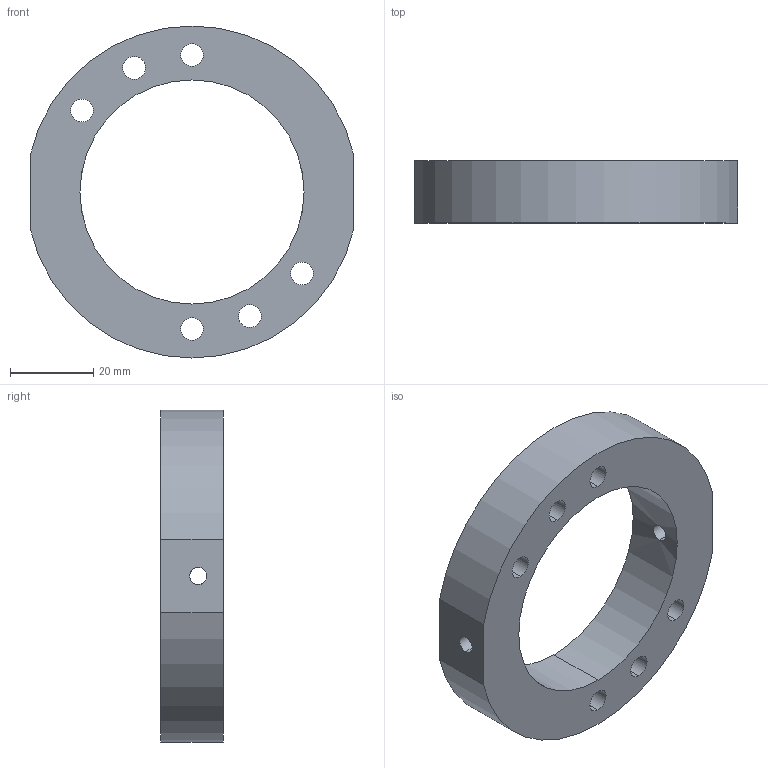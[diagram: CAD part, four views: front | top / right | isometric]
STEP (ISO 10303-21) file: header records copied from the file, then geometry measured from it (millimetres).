
FILE_DESCRIPTION (( 'STEP AP214' ), '1' );
FILE_NAME ('EMBASE INFERIEURE.STEP', '2020-05-20T13:13:06', ( '' ), ( '' ), 'SwSTEP 2.0', 'SolidWorks 2019', '' );
FILE_SCHEMA (( 'AUTOMOTIVE_DESIGN' ));
Length unit declared in the file: millimetre
Products named in the file (2): EMBASE INFERIEURE
Bounding box: 78 x 15 x 80 mm (x, y, z)
Volume: 37340.6 mm3; surface area: 13493.7 mm2
Topology: 1 solids, 1 shells, 31 faces, 81 edges, 54 vertices
Faces by surface type: cylinder 25, plane 6
Entity records: 1214 total; most frequent: CARTESIAN_POINT 280, DIRECTION 189, ORIENTED_EDGE 162, EDGE_CURVE 81, AXIS2_PLACEMENT_3D 79, VERTEX_POINT 54, EDGE_LOOP 51, CIRCLE 46
